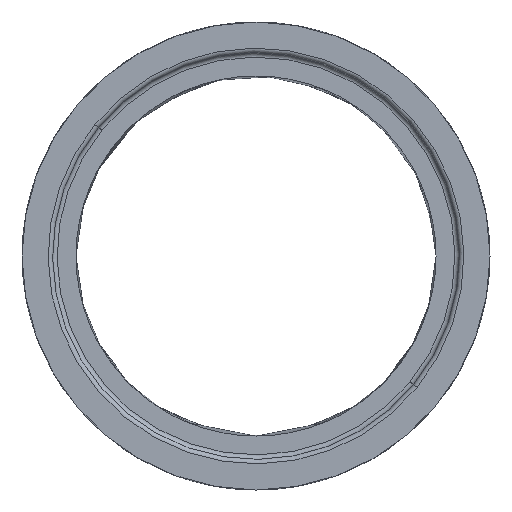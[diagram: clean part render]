
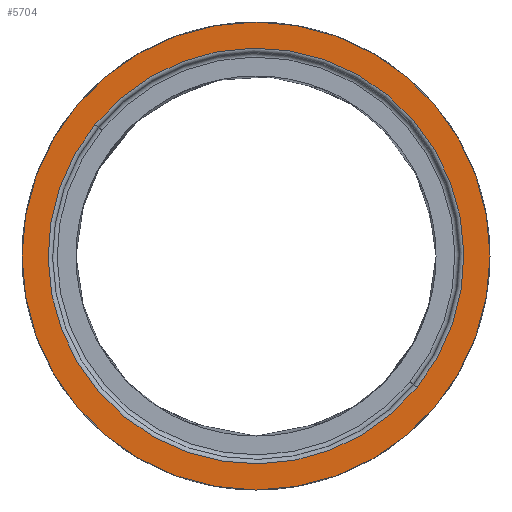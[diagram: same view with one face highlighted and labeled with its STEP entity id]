
A CAD part, front view. The second image highlights one B-rep face of the part: STEP entity #5704.
In plain terms, the highlighted face is planar.
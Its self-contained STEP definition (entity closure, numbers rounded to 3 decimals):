
#1175 = ORIENTED_EDGE ( 'NONE', *, *, #19845, .F. ) ;
#1233 = FACE_BOUND ( 'NONE', #15640, .T. ) ;
#1622 = DIRECTION ( 'NONE',  ( 1., 0., 0. ) ) ;
#2186 = EDGE_CURVE ( 'NONE', #19127, #11345, #10529, .T. ) ;
#2507 = DIRECTION ( 'NONE',  ( 0., 0., 1. ) ) ;
#2629 = EDGE_CURVE ( 'NONE', #4301, #6675, #19358, .T. ) ;
#2851 = AXIS2_PLACEMENT_3D ( 'NONE', #21530, #8988, #19916 ) ;
#3572 = CARTESIAN_POINT ( 'NONE',  ( 0., 0., -100. ) ) ;
#4301 = VERTEX_POINT ( 'NONE', #17753 ) ;
#5704 = ADVANCED_FACE ( 'NONE', ( #1233, #18708 ), #6728, .F. ) ;
#6327 = CARTESIAN_POINT ( 'NONE',  ( -357.878, -292.177, -100. ) ) ;
#6675 = VERTEX_POINT ( 'NONE', #12600 ) ;
#6727 = AXIS2_PLACEMENT_3D ( 'NONE', #12616, #2507, #18020 ) ;
#6728 = PLANE ( 'NONE',  #13120 ) ;
#7390 = EDGE_CURVE ( 'NONE', #11345, #19127, #20477, .T. ) ;
#8408 = DIRECTION ( 'NONE',  ( 0.775, 0.632, 0. ) ) ;
#8988 = DIRECTION ( 'NONE',  ( 0., 0., 1. ) ) ;
#9844 = CARTESIAN_POINT ( 'NONE',  ( 0., 0., -100. ) ) ;
#10077 = DIRECTION ( 'NONE',  ( 1., 0., 0. ) ) ;
#10529 = CIRCLE ( 'NONE', #16040, 462. ) ;
#11345 = VERTEX_POINT ( 'NONE', #21404 ) ;
#11776 = ORIENTED_EDGE ( 'NONE', *, *, #2186, .T. ) ;
#11971 = CARTESIAN_POINT ( 'NONE',  ( 0., 0., -100. ) ) ;
#12600 = CARTESIAN_POINT ( 'NONE',  ( 520., 0., -100. ) ) ;
#12616 = CARTESIAN_POINT ( 'NONE',  ( 0., 0., -100. ) ) ;
#13120 = AXIS2_PLACEMENT_3D ( 'NONE', #9844, #18822, #10077 ) ;
#14213 = AXIS2_PLACEMENT_3D ( 'NONE', #3572, #17035, #1622 ) ;
#14903 = ORIENTED_EDGE ( 'NONE', *, *, #7390, .T. ) ;
#15640 = EDGE_LOOP ( 'NONE', ( #14903, #11776 ) ) ;
#16040 = AXIS2_PLACEMENT_3D ( 'NONE', #11971, #17144, #8408 ) ;
#17035 = DIRECTION ( 'NONE',  ( 0., 0., 1. ) ) ;
#17144 = DIRECTION ( 'NONE',  ( 0., 0., 1. ) ) ;
#17753 = CARTESIAN_POINT ( 'NONE',  ( -520., 0., -100. ) ) ;
#18020 = DIRECTION ( 'NONE',  ( 1., 0., 0. ) ) ;
#18474 = ORIENTED_EDGE ( 'NONE', *, *, #2629, .F. ) ;
#18708 = FACE_OUTER_BOUND ( 'NONE', #19234, .T. ) ;
#18822 = DIRECTION ( 'NONE',  ( 0., 0., 1. ) ) ;
#19127 = VERTEX_POINT ( 'NONE', #6327 ) ;
#19234 = EDGE_LOOP ( 'NONE', ( #1175, #18474 ) ) ;
#19358 = CIRCLE ( 'NONE', #14213, 520. ) ;
#19845 = EDGE_CURVE ( 'NONE', #6675, #4301, #21816, .T. ) ;
#19916 = DIRECTION ( 'NONE',  ( 0.775, 0.632, 0. ) ) ;
#20477 = CIRCLE ( 'NONE', #2851, 462. ) ;
#21404 = CARTESIAN_POINT ( 'NONE',  ( 357.878, 292.177, -100. ) ) ;
#21530 = CARTESIAN_POINT ( 'NONE',  ( 0., 0., -100. ) ) ;
#21816 = CIRCLE ( 'NONE', #6727, 520. ) ;
